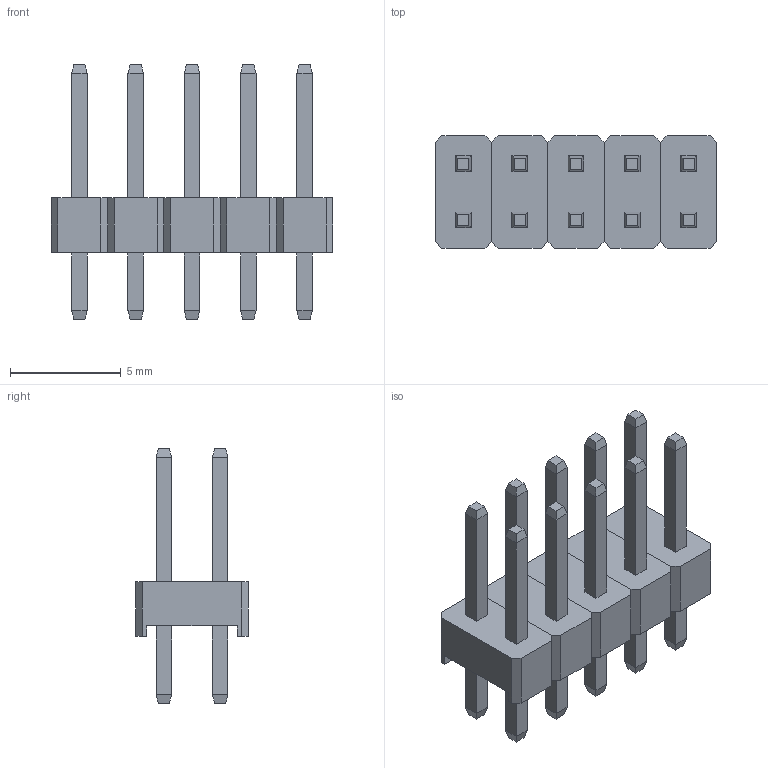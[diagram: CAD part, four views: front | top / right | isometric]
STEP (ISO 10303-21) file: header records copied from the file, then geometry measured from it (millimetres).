
FILE_DESCRIPTION (( 'STEP AP214' ), '1' );
FILE_NAME ('Header_2.54.STEP', '2023-06-16T13:48:05', ( '' ), ( '' ), 'SwSTEP 2.0', 'SolidWorks 2022', '' );
FILE_SCHEMA (( 'AUTOMOTIVE_DESIGN' ));
Length unit declared in the file: millimetre
Products named in the file (5): Header_2.54; HDR-TH_10P-P2.54-V-M-R2-C5-S2.54.step; H1.step; COMPOUND.step; 3D_PCB2_2023-06-16.step
Assembly tree (4 placements, depth 5):
  Header_2.54
    3D_PCB2_2023-06-16.step
      H1.step
        HDR-TH_10P-P2.54-V-M-R2-C5-S2.54.step
          COMPOUND.step
Bounding box: 12.7 x 5.08 x 11.5 mm (x, y, z)
Volume: 178.4 mm3; surface area: 558.7 mm2
Topology: 5 solids, 5 shells, 474 faces, 1195 edges, 770 vertices
Faces by surface type: plane 376, bspline 98
Entity records: 15823 total; most frequent: CARTESIAN_POINT 3755, ORIENTED_EDGE 2390, DIRECTION 1767, EDGE_CURVE 1195, VECTOR 995, LINE 995, VERTEX_POINT 770, EDGE_LOOP 513
